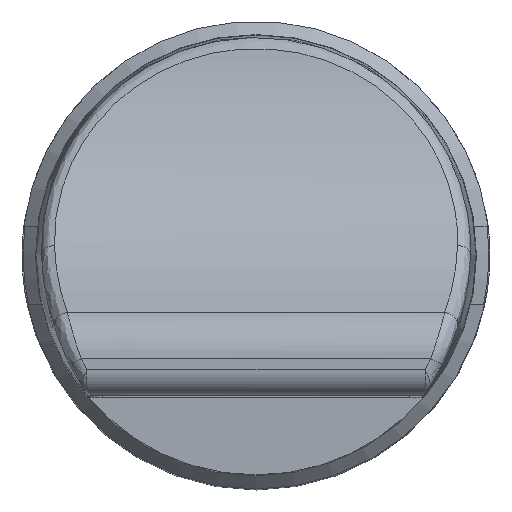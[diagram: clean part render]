
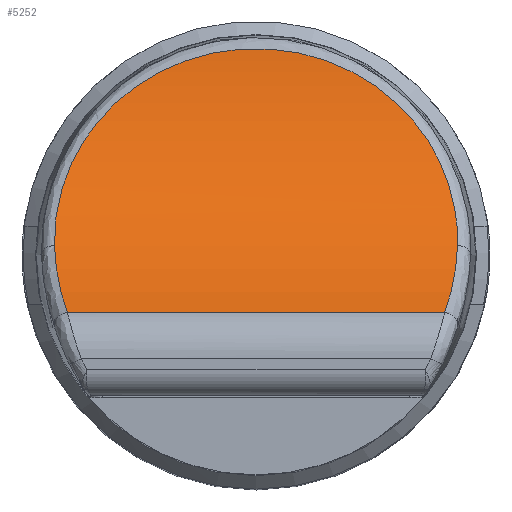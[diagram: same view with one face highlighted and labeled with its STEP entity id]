
A CAD part, top view. The second image highlights one B-rep face of the part: STEP entity #5252.
In plain terms, the highlighted cylindrical face has radius 14 mm (diameter 28 mm), a partial arc.
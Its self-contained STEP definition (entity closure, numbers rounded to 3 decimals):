
#465=CARTESIAN_POINT('',(7.701,0.348,48.955));
#466=CARTESIAN_POINT('',(7.696,0.17,49.128));
#467=CARTESIAN_POINT('',(7.675,-0.188,49.494));
#468=CARTESIAN_POINT('',(7.605,-0.724,50.108));
#469=CARTESIAN_POINT('',(7.5,-1.252,50.79));
#470=CARTESIAN_POINT('',(7.366,-1.758,51.539));
#471=CARTESIAN_POINT('',(7.263,-2.07,52.073));
#472=CARTESIAN_POINT('',(7.209,-2.22,52.35));
#474=DIRECTION('',(1.,0.,0.));
#475=VECTOR('',#474,14.418);
#476=CARTESIAN_POINT('',(-7.209,-2.22,52.35));
#477=LINE('',#476,#475);
#478=CARTESIAN_POINT('',(-7.209,-2.22,52.35));
#479=CARTESIAN_POINT('',(-7.263,-2.07,52.073));
#480=CARTESIAN_POINT('',(-7.366,-1.758,51.538));
#481=CARTESIAN_POINT('',(-7.5,-1.251,50.79));
#482=CARTESIAN_POINT('',(-7.605,-0.724,
50.108));
#483=CARTESIAN_POINT('',(-7.675,-0.188,
49.494));
#484=CARTESIAN_POINT('',(-7.696,0.17,49.128));
#485=CARTESIAN_POINT('',(-7.701,0.348,48.955));
#487=CARTESIAN_POINT('',(-7.701,0.348,48.955));
#488=CARTESIAN_POINT('',(-7.706,0.535,48.773));
#489=CARTESIAN_POINT('',(-7.701,0.909,48.43));
#490=CARTESIAN_POINT('',(-7.648,1.463,47.975));
#491=CARTESIAN_POINT('',(-7.553,2.007,47.57));
#492=CARTESIAN_POINT('',(-7.416,2.54,47.211));
#493=CARTESIAN_POINT('',(-7.238,3.061,46.894));
#494=CARTESIAN_POINT('',(-7.02,3.568,46.613));
#495=CARTESIAN_POINT('',(-6.761,4.062,46.365));
#496=CARTESIAN_POINT('',(-6.461,4.54,46.148));
#497=CARTESIAN_POINT('',(-6.121,5.,45.959));
#498=CARTESIAN_POINT('',(-5.739,5.441,45.796));
#499=CARTESIAN_POINT('',(-5.315,5.858,45.656));
#500=CARTESIAN_POINT('',(-4.85,6.248,45.538));
#501=CARTESIAN_POINT('',(-4.345,6.608,45.441));
#502=CARTESIAN_POINT('',(-3.803,6.932,45.362));
#503=CARTESIAN_POINT('',(-3.225,7.215,45.3));
#504=CARTESIAN_POINT('',(-2.618,7.453,45.252));
#505=CARTESIAN_POINT('',(-1.985,7.643,45.217));
#506=CARTESIAN_POINT('',(-1.334,7.781,45.193));
#507=CARTESIAN_POINT('',(-0.67,7.864,45.18));
#508=CARTESIAN_POINT('',(0.,7.892,45.175));
#509=CARTESIAN_POINT('',(0.671,7.864,45.18));
#510=CARTESIAN_POINT('',(1.335,7.781,45.193));
#511=CARTESIAN_POINT('',(1.986,7.643,45.217));
#512=CARTESIAN_POINT('',(2.618,7.453,45.252));
#513=CARTESIAN_POINT('',(3.226,7.215,45.3));
#514=CARTESIAN_POINT('',(3.803,6.932,45.362));
#515=CARTESIAN_POINT('',(4.346,6.608,45.441));
#516=CARTESIAN_POINT('',(4.851,6.248,45.538));
#517=CARTESIAN_POINT('',(5.316,5.858,45.656));
#518=CARTESIAN_POINT('',(5.739,5.44,45.796));
#519=CARTESIAN_POINT('',(6.121,5.,45.959));
#520=CARTESIAN_POINT('',(6.462,4.539,46.148));
#521=CARTESIAN_POINT('',(6.761,4.062,46.365));
#522=CARTESIAN_POINT('',(7.02,3.568,46.613));
#523=CARTESIAN_POINT('',(7.238,3.06,46.894));
#524=CARTESIAN_POINT('',(7.416,2.539,47.212));
#525=CARTESIAN_POINT('',(7.553,2.006,47.57));
#526=CARTESIAN_POINT('',(7.648,1.462,47.975));
#527=CARTESIAN_POINT('',(7.701,0.909,48.431));
#528=CARTESIAN_POINT('',(7.706,0.535,48.773));
#529=CARTESIAN_POINT('',(7.701,0.348,48.955));
#3443=VERTEX_POINT('',#465);
#3444=VERTEX_POINT('',#472);
#3448=VERTEX_POINT('',#487);
#3450=VERTEX_POINT('',#478);
#5241=CARTESIAN_POINT('',(10.,10.1,59.));
#5242=DIRECTION('',(-1.,0.,0.));
#5243=DIRECTION('',(0.,1.,0.));
#5244=AXIS2_PLACEMENT_3D('',#5241,#5242,#5243);
#5245=CYLINDRICAL_SURFACE('',#5244,14.);
#5246=ORIENTED_EDGE('',*,*,#5221,.T.);
#5247=ORIENTED_EDGE('',*,*,#4795,.F.);
#5248=ORIENTED_EDGE('',*,*,#4903,.T.);
#5249=ORIENTED_EDGE('',*,*,#5118,.T.);
#5250=EDGE_LOOP('',(#5246,#5247,#5248,#5249));
#5251=FACE_OUTER_BOUND('',#5250,.F.);
#5252=ADVANCED_FACE('',(#5251),#5245,.F.);
#473=B_SPLINE_CURVE_WITH_KNOTS('',3,(#465,#466,#467,#468,#469,#470,#471,#472),
.UNSPECIFIED.,.F.,.F.,(4,1,1,1,1,4),(0.,0.2,0.4,0.6,0.8,1.),
.UNSPECIFIED.);
#486=B_SPLINE_CURVE_WITH_KNOTS('',3,(#478,#479,#480,#481,#482,#483,#484,#485),
.UNSPECIFIED.,.F.,.F.,(4,1,1,1,1,4),(0.,0.2,0.4,0.6,0.8,1.),
.UNSPECIFIED.);
#530=B_SPLINE_CURVE_WITH_KNOTS('',3,(#487,#488,#489,#490,#491,#492,#493,#494,
#495,#496,#497,#498,#499,#500,#501,#502,#503,#504,#505,#506,#507,#508,#509,#510,
#511,#512,#513,#514,#515,#516,#517,#518,#519,#520,#521,#522,#523,#524,#525,#526,
#527,#528,#529),.UNSPECIFIED.,.F.,.F.,(4,1,1,1,1,1,1,1,1,1,1,1,1,1,1,1,1,1,1,1,
1,1,1,1,1,1,1,1,1,1,1,1,1,1,1,1,1,1,1,1,4),(0.,0.025,0.05,0.075,0.1,
0.125,0.15,0.175,0.2,0.225,0.25,0.275,0.3,0.325,0.35,
0.375,0.4,0.425,0.45,0.475,0.5,0.525,0.55,0.575,0.6,0.625,
0.65,0.675,0.7,0.725,0.75,0.775,0.8,0.825,0.85,0.875,0.9,
0.925,0.95,0.975,1.),.UNSPECIFIED.);
#4795=EDGE_CURVE('',#3450,#3444,#477,.T.);
#4903=EDGE_CURVE('',#3450,#3448,#486,.T.);
#5118=EDGE_CURVE('',#3448,#3443,#530,.T.);
#5221=EDGE_CURVE('',#3443,#3444,#473,.T.);
